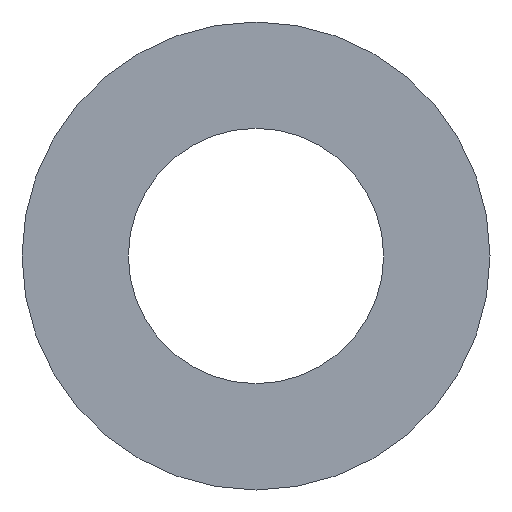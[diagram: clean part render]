
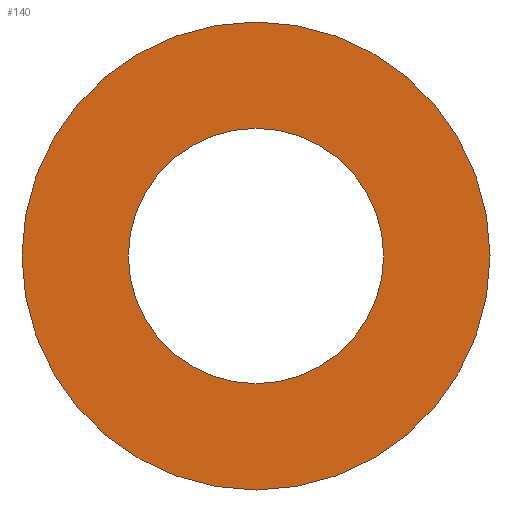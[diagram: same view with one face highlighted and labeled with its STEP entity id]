
A CAD part, front view. The second image highlights one B-rep face of the part: STEP entity #140.
In plain terms, the highlighted planar face has unit normal (0, -1, 0).
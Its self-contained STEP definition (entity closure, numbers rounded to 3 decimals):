
#32=CARTESIAN_POINT('',(0.,0.,-4.95));
#33=VERTEX_POINT('',#32);
#51=CARTESIAN_POINT('',(-4.95,0.,0.));
#52=VERTEX_POINT('',#51);
#59=CARTESIAN_POINT('',(0.,0.,0.));
#60=DIRECTION('',(0.,1.,0.));
#61=DIRECTION('',(-1.,0.,0.));
#62=AXIS2_PLACEMENT_3D('',#59,#60,#61);
#63=CIRCLE('',#62,4.95);
#64=EDGE_CURVE('',#52,#33,#63,.T.);
#105=CARTESIAN_POINT('',(0.,0.,0.));
#106=DIRECTION('',(0.,1.,0.));
#107=DIRECTION('',(-1.,0.,0.));
#108=AXIS2_PLACEMENT_3D('',#105,#106,#107);
#109=PLANE('',#108);
#110=CARTESIAN_POINT('',(-2.7,0.,0.));
#111=VERTEX_POINT('',#110);
#112=CARTESIAN_POINT('',(0.,0.,-2.7));
#113=VERTEX_POINT('',#112);
#114=CARTESIAN_POINT('',(0.,0.,0.));
#115=DIRECTION('',(0.,1.,0.));
#116=DIRECTION('',(-1.,0.,0.));
#117=AXIS2_PLACEMENT_3D('',#114,#115,#116);
#118=CIRCLE('',#117,2.7);
#119=EDGE_CURVE('',#111,#113,#118,.T.);
#120=ORIENTED_EDGE('',*,*,#119,.T.);
#121=CARTESIAN_POINT('',(0.,0.,0.));
#122=DIRECTION('',(0.,1.,0.));
#123=DIRECTION('',(-1.,0.,0.));
#124=AXIS2_PLACEMENT_3D('',#121,#122,#123);
#125=CIRCLE('',#124,2.7);
#126=EDGE_CURVE('',#113,#111,#125,.T.);
#127=ORIENTED_EDGE('',*,*,#126,.T.);
#128=EDGE_LOOP('',(#120,#127));
#129=FACE_BOUND('',#128,.T.);
#130=CARTESIAN_POINT('',(0.,0.,0.));
#131=DIRECTION('',(0.,1.,0.));
#132=DIRECTION('',(-1.,0.,0.));
#133=AXIS2_PLACEMENT_3D('',#130,#131,#132);
#134=CIRCLE('',#133,4.95);
#135=EDGE_CURVE('',#33,#52,#134,.T.);
#136=ORIENTED_EDGE('',*,*,#135,.F.);
#137=ORIENTED_EDGE('',*,*,#64,.F.);
#138=EDGE_LOOP('',(#136,#137));
#139=FACE_BOUND('',#138,.T.);
#140=ADVANCED_FACE('',(#129,#139),#109,.F.);
